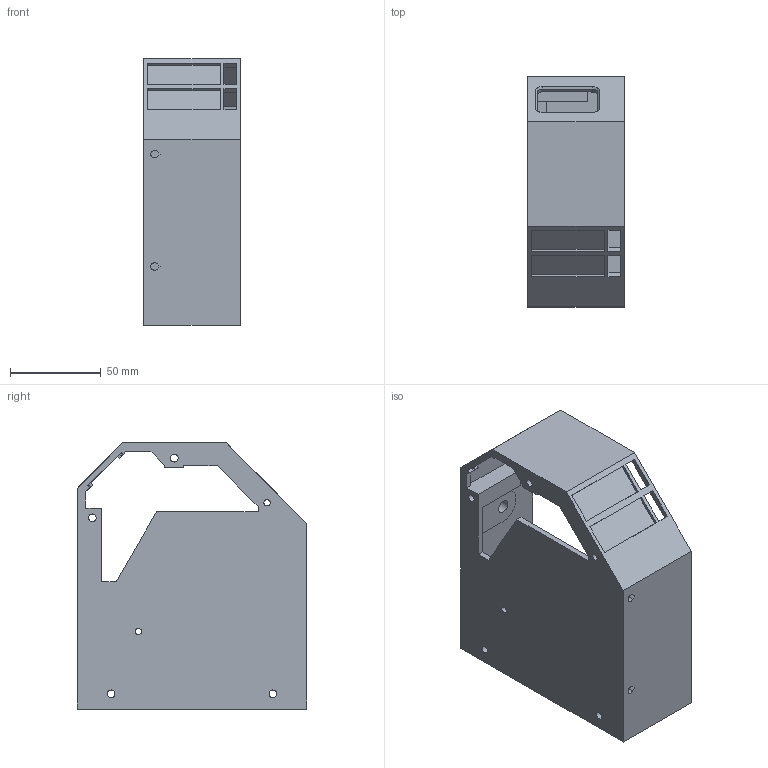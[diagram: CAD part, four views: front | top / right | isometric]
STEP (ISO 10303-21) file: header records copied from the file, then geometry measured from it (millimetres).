
FILE_DESCRIPTION(/* description */ (''),/* implementation_level */ '2;1');
FILE_NAME(/* name */ 'electronics_enclosure.step',/* time_stamp */ '2025-06-19T09:55:14-04:00',/* author */ (''),/* organization */ (''),/* preprocessor_version */ 'ST-DEVELOPER v20.1',/* originating_system */ 'Autodesk Translation Framework v14.10.0.0',/* authorisation */ '');
FILE_SCHEMA (('AUTOMOTIVE_DESIGN { 1 0 10303 214 3 1 1 }'));
Length unit declared in the file: millimetre
Products named in the file (1): Electronics Enclosure
Bounding box: 53.2 x 126.8 x 146.8 mm (x, y, z)
Volume: 137787.6 mm3; surface area: 85044.8 mm2
Topology: 1 solids, 1 shells, 160 faces, 435 edges, 287 vertices
Faces by surface type: plane 127, cylinder 29, cone 4
Full cylindrical faces by diameter (mm): 1.9 x4, 3.5 x2, 4.2 x7, 4.3 x2, 7.1 x1, 11.7 x1, 16 x1
Entity records: 5105 total; most frequent: CARTESIAN_POINT 883, ORIENTED_EDGE 870, DIRECTION 827, EDGE_CURVE 435, LINE 365, VECTOR 365, VERTEX_POINT 287, AXIS2_PLACEMENT_3D 231
